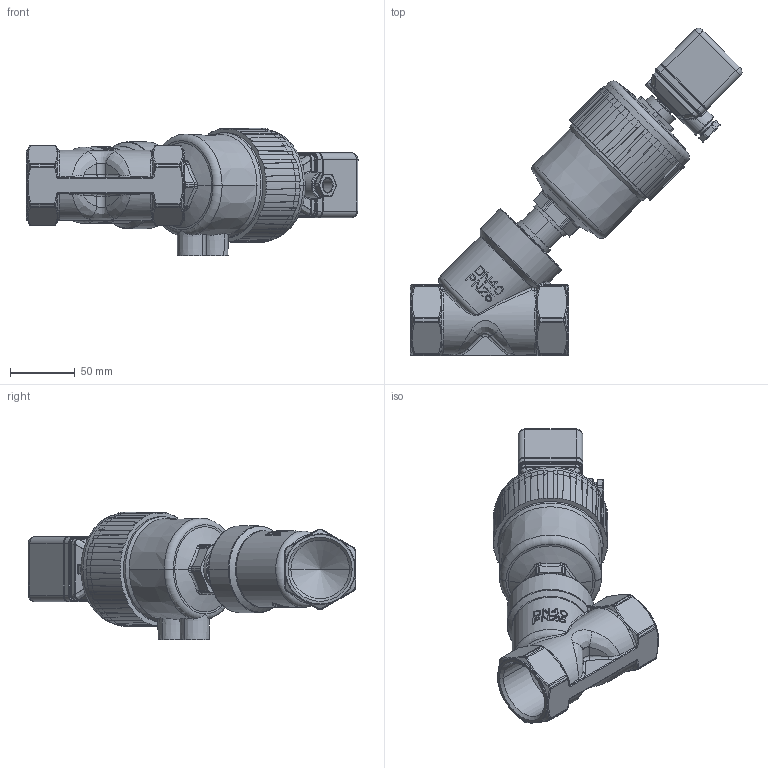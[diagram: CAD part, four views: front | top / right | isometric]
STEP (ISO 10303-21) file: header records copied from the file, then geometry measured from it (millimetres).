
FILE_DESCRIPTION((''),'2;1');
FILE_NAME('21IA8T40GA2_H_IP1_INGOMBRO_ASM','2011-12-22T',('romeri'),('O.D.E.'),'PRO/ENGINEER BY PARAMETRIC TECHNOLOGY CORPORATION, 2005450','PRO/ENGINEER BY PARAMETRIC TECHNOLOGY CORPORATION, 2005450','');
FILE_SCHEMA(('CONFIG_CONTROL_DESIGN'));
Length unit declared in the file: millimetre
Products named in the file (8): 450IA8_INGOMBRO; 500038_INGOMBRO; 500026_INGOMBRO; 500025_INGOMBRO; 500027_INGOMBRO_ASM; 500028_INGOMBRO; 992238_INGOMBRO; 21IA8T40GA2_H_IP1_INGOMBRO_ASM
Assembly tree (8 placements, depth 3):
  21IA8T40GA2_H_IP1_INGOMBRO_ASM
    450IA8_INGOMBRO
    500038_INGOMBRO
    500027_INGOMBRO_ASM
      500026_INGOMBRO
      500025_INGOMBRO  x2
    500028_INGOMBRO
    992238_INGOMBRO
Bounding box: 256.49 x 252.99 x 98.59 mm (x, y, z)
Volume: 963661.8 mm3; surface area: 164220.4 mm2
Topology: 6 solids, 11 shells, 1517 faces, 3654 edges, 2205 vertices
Faces by surface type: plane 549, bspline 292, cylinder 287, cone 242, torus 136, sphere 11
Entity records: 63383 total; most frequent: CARTESIAN_POINT 22278, ORIENTED_EDGE 7224, DIRECTION 5905, EDGE_CURVE 3628, AXIS2_PLACEMENT_3D 2366, PRESENTATION_STYLE_ASSIGNMENT 2220, STYLED_ITEM 2220, VERTEX_POINT 2191
